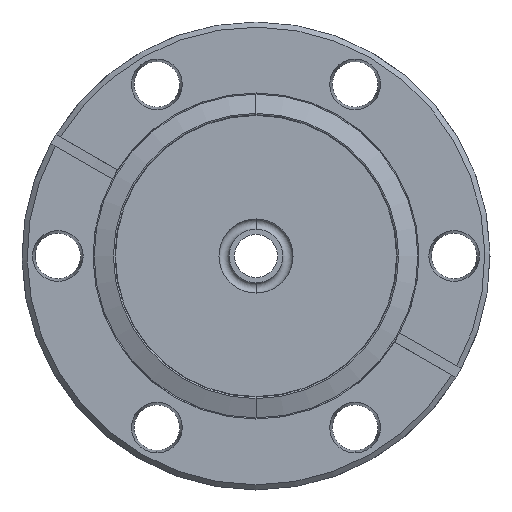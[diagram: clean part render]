
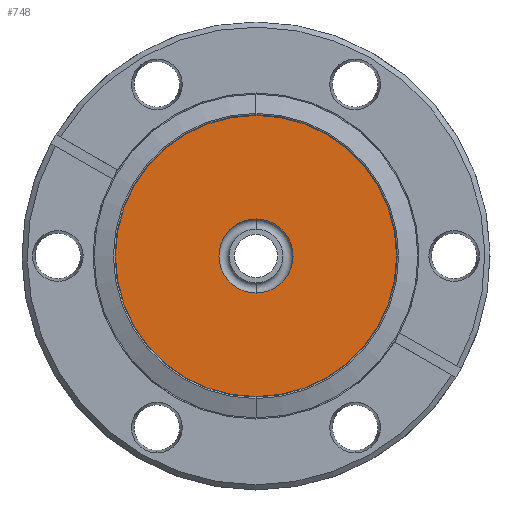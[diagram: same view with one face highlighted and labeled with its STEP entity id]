
A CAD part, left-side view. The second image highlights one B-rep face of the part: STEP entity #748.
In plain terms, the highlighted planar face has unit normal (-1, 0, 0).
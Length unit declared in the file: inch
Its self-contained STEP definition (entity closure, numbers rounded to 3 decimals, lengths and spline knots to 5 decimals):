
#3 = CIRCLE ( 'NONE', #480, 0.216 ) ;
#5 = CARTESIAN_POINT ( 'NONE',  ( 0.051, 0., 0.216 ) ) ;
#51 = VERTEX_POINT ( 'NONE', #656 ) ;
#61 = EDGE_LOOP ( 'NONE', ( #703, #568 ) ) ;
#68 = CARTESIAN_POINT ( 'NONE',  ( 0.051, 0., 0. ) ) ;
#103 = VERTEX_POINT ( 'NONE', #5 ) ;
#292 = EDGE_CURVE ( 'NONE', #103, #517, #911, .T. ) ;
#344 = AXIS2_PLACEMENT_3D ( 'NONE', #68, #846, #1187 ) ;
#384 = CARTESIAN_POINT ( 'NONE',  ( 0.051, 0., 0. ) ) ;
#415 = DIRECTION ( 'NONE',  ( -1., 0., 0. ) ) ;
#480 = AXIS2_PLACEMENT_3D ( 'NONE', #745, #415, #1195 ) ;
#516 = CARTESIAN_POINT ( 'NONE',  ( 0.051, 0., 0. ) ) ;
#517 = VERTEX_POINT ( 'NONE', #1098 ) ;
#568 = ORIENTED_EDGE ( 'NONE', *, *, #643, .F. ) ;
#632 = FACE_BOUND ( 'NONE', #61, .T. ) ;
#643 = EDGE_CURVE ( 'NONE', #517, #103, #3, .T. ) ;
#656 = CARTESIAN_POINT ( 'NONE',  ( 0.051, 0., 0.82 ) ) ;
#703 = ORIENTED_EDGE ( 'NONE', *, *, #292, .F. ) ;
#745 = CARTESIAN_POINT ( 'NONE',  ( 0.051, 0., 0. ) ) ;
#748 = ADVANCED_FACE ( 'NONE', ( #1963, #632 ), #1646, .F. ) ;
#807 = DIRECTION ( 'NONE',  ( 0., 0., -1. ) ) ;
#813 = CARTESIAN_POINT ( 'NONE',  ( 0.051, 0., -0.82 ) ) ;
#830 = ORIENTED_EDGE ( 'NONE', *, *, #831, .T. ) ;
#831 = EDGE_CURVE ( 'NONE', #51, #1139, #1090, .T. ) ;
#846 = DIRECTION ( 'NONE',  ( -1., 0., 0. ) ) ;
#911 = CIRCLE ( 'NONE', #1069, 0.216 ) ;
#1069 = AXIS2_PLACEMENT_3D ( 'NONE', #516, #1665, #1169 ) ;
#1090 = CIRCLE ( 'NONE', #344, 0.82 ) ;
#1098 = CARTESIAN_POINT ( 'NONE',  ( 0.051, 0., -0.216 ) ) ;
#1100 = AXIS2_PLACEMENT_3D ( 'NONE', #1282, #1790, #807 ) ;
#1139 = VERTEX_POINT ( 'NONE', #813 ) ;
#1169 = DIRECTION ( 'NONE',  ( 0., 0., 1. ) ) ;
#1187 = DIRECTION ( 'NONE',  ( 0., 0., -1. ) ) ;
#1195 = DIRECTION ( 'NONE',  ( 0., 0., 1. ) ) ;
#1282 = CARTESIAN_POINT ( 'NONE',  ( 0.051, 0.825, 0. ) ) ;
#1346 = DIRECTION ( 'NONE',  ( -1., 0., 0. ) ) ;
#1386 = EDGE_CURVE ( 'NONE', #1139, #51, #1422, .T. ) ;
#1422 = CIRCLE ( 'NONE', #2025, 0.82 ) ;
#1476 = DIRECTION ( 'NONE',  ( 0., 0., -1. ) ) ;
#1646 = PLANE ( 'NONE',  #1100 ) ;
#1665 = DIRECTION ( 'NONE',  ( -1., 0., 0. ) ) ;
#1667 = EDGE_LOOP ( 'NONE', ( #1884, #830 ) ) ;
#1790 = DIRECTION ( 'NONE',  ( 1., 0., 0. ) ) ;
#1884 = ORIENTED_EDGE ( 'NONE', *, *, #1386, .T. ) ;
#1963 = FACE_OUTER_BOUND ( 'NONE', #1667, .T. ) ;
#2025 = AXIS2_PLACEMENT_3D ( 'NONE', #384, #1346, #1476 ) ;
